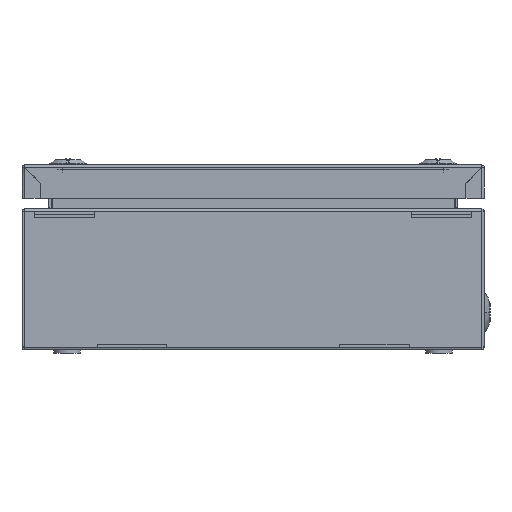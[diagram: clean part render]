
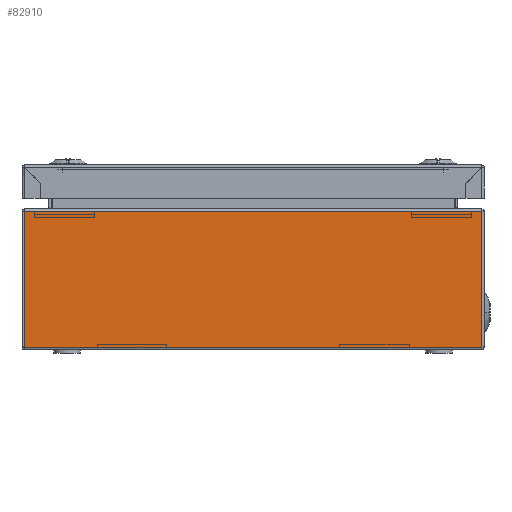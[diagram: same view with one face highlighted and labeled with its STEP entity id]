
A CAD part, left-side view. The second image highlights one B-rep face of the part: STEP entity #82910.
In plain terms, the highlighted planar face has unit normal (-1, 0, 0).
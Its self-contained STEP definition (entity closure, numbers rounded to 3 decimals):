
#23306 = EDGE_CURVE ( 'NONE', #58985, #58993, #84930, .T. ) ;
#23326 = EDGE_CURVE ( 'NONE', #59050, #59035, #85067, .T. ) ;
#23410 = EDGE_CURVE ( 'NONE', #59190, #59186, #85608, .T. ) ;
#23412 = EDGE_CURVE ( 'NONE', #59050, #59127, #85632, .T. ) ;
#23413 = EDGE_CURVE ( 'NONE', #58993, #59198, #85638, .T. ) ;
#23415 = EDGE_CURVE ( 'NONE', #59035, #58985, #85651, .T. ) ;
#23416 = EDGE_CURVE ( 'NONE', #59127, #59190, #85622, .T. ) ;
#23417 = EDGE_CURVE ( 'NONE', #59198, #59186, #85664, .T. ) ;
#52872 = CARTESIAN_POINT ( 'NONE',  ( -400., 87., -882.957 ) ) ;
#52900 = FACE_OUTER_BOUND ( 'NONE', #99366, .T. ) ;
#52903 = PLANE ( 'NONE',  #86653 ) ;
#52909 = DIRECTION ( 'NONE',  ( -1., 0., 0. ) ) ;
#52912 = DIRECTION ( 'NONE',  ( 0., 0., 1. ) ) ;
#58985 = VERTEX_POINT ( 'NONE', #82128 ) ;
#58993 = VERTEX_POINT ( 'NONE', #82132 ) ;
#59035 = VERTEX_POINT ( 'NONE', #82151 ) ;
#59050 = VERTEX_POINT ( 'NONE', #82158 ) ;
#59127 = VERTEX_POINT ( 'NONE', #82193 ) ;
#59186 = VERTEX_POINT ( 'NONE', #82221 ) ;
#59190 = VERTEX_POINT ( 'NONE', #82223 ) ;
#59198 = VERTEX_POINT ( 'NONE', #82226 ) ;
#82128 = CARTESIAN_POINT ( 'NONE',  ( -400., -99., 58.943 ) ) ;
#82132 = CARTESIAN_POINT ( 'NONE',  ( -400., -99., 1.143 ) ) ;
#82151 = CARTESIAN_POINT ( 'NONE',  ( -400., 99., 58.943 ) ) ;
#82158 = CARTESIAN_POINT ( 'NONE',  ( -400., 99., 1.143 ) ) ;
#82193 = CARTESIAN_POINT ( 'NONE',  ( -400., 98.75, 1.143 ) ) ;
#82221 = CARTESIAN_POINT ( 'NONE',  ( -400., -98.75, 0.1 ) ) ;
#82223 = CARTESIAN_POINT ( 'NONE',  ( -400., 98.75, 0.1 ) ) ;
#82226 = CARTESIAN_POINT ( 'NONE',  ( -400., -98.75, 1.143 ) ) ;
#82910 = ADVANCED_FACE ( 'NONE', ( #52900 ), #52903, .T. ) ;
#84930 = LINE ( 'NONE', #84947, #110989 ) ;
#84947 = CARTESIAN_POINT ( 'NONE',  ( -400., -99., 59.043 ) ) ;
#84951 = DIRECTION ( 'NONE',  ( 0., 0., -1. ) ) ;
#85067 = LINE ( 'NONE', #85071, #111011 ) ;
#85071 = CARTESIAN_POINT ( 'NONE',  ( -400., 99., 59.043 ) ) ;
#85072 = DIRECTION ( 'NONE',  ( 0., 0., 1. ) ) ;
#85599 = CARTESIAN_POINT ( 'NONE',  ( -400., 87., 0.1 ) ) ;
#85608 = LINE ( 'NONE', #85599, #93079 ) ;
#85622 = LINE ( 'NONE', #85658, #93048 ) ;
#85624 = DIRECTION ( 'NONE',  ( 0., -1., 0. ) ) ;
#85632 = LINE ( 'NONE', #85634, #93065 ) ;
#85634 = CARTESIAN_POINT ( 'NONE',  ( -400., -805.642, 1.143 ) ) ;
#85636 = DIRECTION ( 'NONE',  ( 0., -1., 0. ) ) ;
#85638 = LINE ( 'NONE', #85642, #93050 ) ;
#85642 = CARTESIAN_POINT ( 'NONE',  ( -400., -805.642, 1.143 ) ) ;
#85644 = DIRECTION ( 'NONE',  ( 0., 1., 0. ) ) ;
#85651 = LINE ( 'NONE', #85655, #93047 ) ;
#85655 = CARTESIAN_POINT ( 'NONE',  ( -400., 87., 58.943 ) ) ;
#85656 = DIRECTION ( 'NONE',  ( 0., -1., 0. ) ) ;
#85658 = CARTESIAN_POINT ( 'NONE',  ( -400., 98.75, -398.957 ) ) ;
#85662 = DIRECTION ( 'NONE',  ( 0., 0., -1. ) ) ;
#85664 = LINE ( 'NONE', #85666, #93066 ) ;
#85666 = CARTESIAN_POINT ( 'NONE',  ( -400., -98.75, -398.957 ) ) ;
#85668 = DIRECTION ( 'NONE',  ( 0., 0., -1. ) ) ;
#86653 = AXIS2_PLACEMENT_3D ( 'NONE', #52872, #52909, #52912 ) ;
#93047 = VECTOR ( 'NONE', #85656, 1000. ) ;
#93048 = VECTOR ( 'NONE', #85662, 1000. ) ;
#93050 = VECTOR ( 'NONE', #85644, 1000. ) ;
#93065 = VECTOR ( 'NONE', #85636, 1000. ) ;
#93066 = VECTOR ( 'NONE', #85668, 1000. ) ;
#93079 = VECTOR ( 'NONE', #85624, 1000. ) ;
#97239 = ORIENTED_EDGE ( 'NONE', *, *, #23415, .F. ) ;
#97241 = ORIENTED_EDGE ( 'NONE', *, *, #23326, .F. ) ;
#97243 = ORIENTED_EDGE ( 'NONE', *, *, #23412, .T. ) ;
#97245 = ORIENTED_EDGE ( 'NONE', *, *, #23416, .T. ) ;
#97247 = ORIENTED_EDGE ( 'NONE', *, *, #23410, .T. ) ;
#97249 = ORIENTED_EDGE ( 'NONE', *, *, #23417, .F. ) ;
#97251 = ORIENTED_EDGE ( 'NONE', *, *, #23413, .F. ) ;
#97253 = ORIENTED_EDGE ( 'NONE', *, *, #23306, .F. ) ;
#99366 = EDGE_LOOP ( 'NONE', ( #97239, #97241, #97243, #97245, #97247, #97249, #97251, #97253 ) ) ;
#110989 = VECTOR ( 'NONE', #84951, 1000. ) ;
#111011 = VECTOR ( 'NONE', #85072, 1000. ) ;
